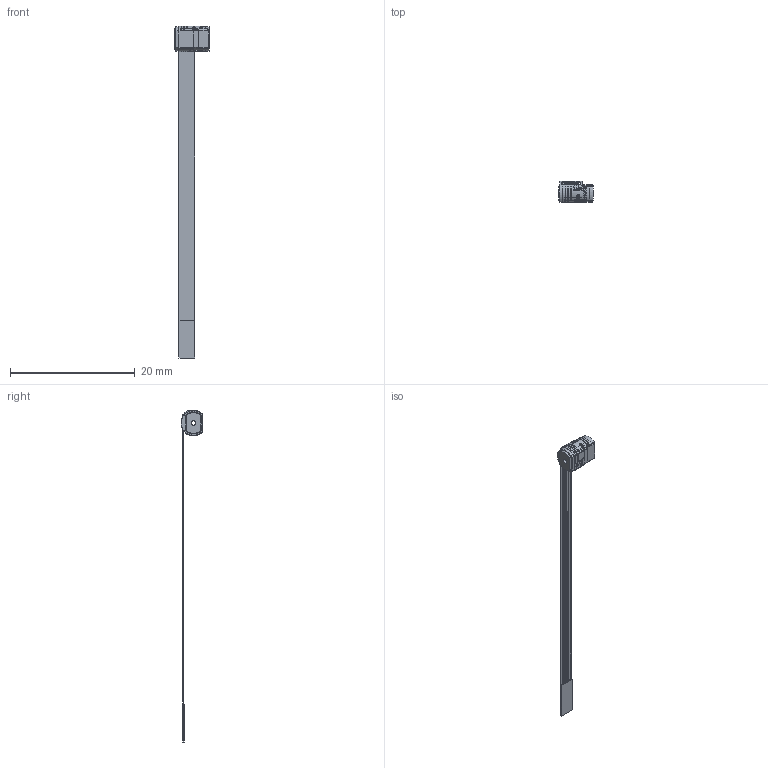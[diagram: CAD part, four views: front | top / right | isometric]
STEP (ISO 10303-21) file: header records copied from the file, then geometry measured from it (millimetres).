
FILE_DESCRIPTION(/* description */ (''),/* implementation_level */ '2;1');
FILE_NAME(/* name */ 'QSH02074.stp',/* time_stamp */ '2020-03-09T16:26:27-07:00',/* author */ ('Maciej'),/* organization */ (''),/* preprocessor_version */ 'ST-DEVELOPER v18',/* originating_system */ 'Autodesk Inventor 2020',/* authorisation */ '');
FILE_SCHEMA (('AUTOMOTIVE_DESIGN { 1 0 10303 214 3 1 1 }'));
Length unit declared in the file: inch
Products named in the file (1): Gen 3 Assembly_Shrinkwrap_1
Bounding box: 5.54 x 3.42 x 53.16 mm (x, y, z)
Volume: 60.7 mm3; surface area: 664.6 mm2
Topology: 1 solids, 1 shells, 401 faces, 1189 edges, 784 vertices
Faces by surface type: plane 201, cylinder 146, bspline 52, cone 2
Full cylindrical faces by diameter (mm): 0.7 x2, 0.737 x3
Entity records: 15237 total; most frequent: CARTESIAN_POINT 4069, ORIENTED_EDGE 2378, DIRECTION 2107, EDGE_CURVE 1189, VERTEX_POINT 784, LINE 707, VECTOR 707, AXIS2_PLACEMENT_3D 700
